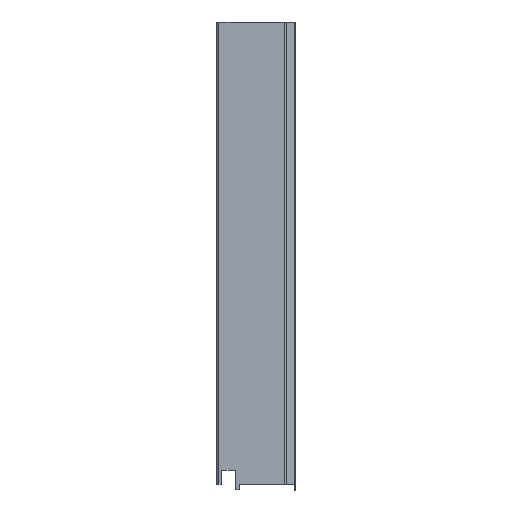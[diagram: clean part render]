
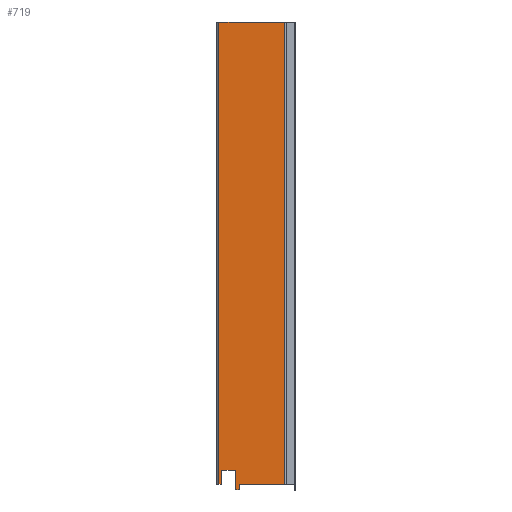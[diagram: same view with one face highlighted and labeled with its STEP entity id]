
A CAD part, top view. The second image highlights one B-rep face of the part: STEP entity #719.
In plain terms, the highlighted planar face has unit normal (0, 0, 1).
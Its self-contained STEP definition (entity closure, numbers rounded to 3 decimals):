
#4 = LINE ( 'NONE', #1409, #2160 ) ;
#47 = CARTESIAN_POINT ( 'NONE',  ( -55.4, -335., 53.97 ) ) ;
#84 = ORIENTED_EDGE ( 'NONE', *, *, #217, .T. ) ;
#108 = EDGE_CURVE ( 'NONE', #274, #2446, #455, .T. ) ;
#196 = CARTESIAN_POINT ( 'NONE',  ( -43.4, -338., 53.97 ) ) ;
#217 = EDGE_CURVE ( 'NONE', #1172, #2639, #2080, .T. ) ;
#241 = ORIENTED_EDGE ( 'NONE', *, *, #1667, .F. ) ;
#262 = VERTEX_POINT ( 'NONE', #983 ) ;
#274 = VERTEX_POINT ( 'NONE', #1455 ) ;
#327 = VECTOR ( 'NONE', #1074, 1000. ) ;
#355 = LINE ( 'NONE', #1777, #2530 ) ;
#359 = DIRECTION ( 'NONE',  ( 1., 0., 0. ) ) ;
#394 = AXIS2_PLACEMENT_3D ( 'NONE', #1611, #2035, #770 ) ;
#406 = ORIENTED_EDGE ( 'NONE', *, *, #456, .F. ) ;
#428 = VERTEX_POINT ( 'NONE', #2357 ) ;
#450 = EDGE_CURVE ( 'NONE', #1172, #428, #2461, .T. ) ;
#455 = LINE ( 'NONE', #2601, #954 ) ;
#456 = EDGE_CURVE ( 'NONE', #262, #854, #1969, .T. ) ;
#458 = CARTESIAN_POINT ( 'NONE',  ( -55.4, 0., 53.97 ) ) ;
#477 = ORIENTED_EDGE ( 'NONE', *, *, #2050, .T. ) ;
#504 = EDGE_CURVE ( 'NONE', #1057, #1259, #1702, .T. ) ;
#534 = CIRCLE ( 'NONE', #998, 1. ) ;
#549 = PLANE ( 'NONE',  #394 ) ;
#617 = CARTESIAN_POINT ( 'NONE',  ( -7.663, -335., 53.97 ) ) ;
#665 = DIRECTION ( 'NONE',  ( 0., -1., 0. ) ) ;
#685 = CARTESIAN_POINT ( 'NONE',  ( -55.4, -335., 53.97 ) ) ;
#698 = LINE ( 'NONE', #951, #2247 ) ;
#719 = ADVANCED_FACE ( 'NONE', ( #2290 ), #549, .F. ) ;
#725 = DIRECTION ( 'NONE',  ( -1., 0., 0. ) ) ;
#770 = DIRECTION ( 'NONE',  ( -1., 0., 0. ) ) ;
#776 = DIRECTION ( 'NONE',  ( 0., 0., 1. ) ) ;
#779 = DIRECTION ( 'NONE',  ( -1., 0., 0. ) ) ;
#792 = ORIENTED_EDGE ( 'NONE', *, *, #504, .F. ) ;
#796 = ORIENTED_EDGE ( 'NONE', *, *, #450, .F. ) ;
#807 = ORIENTED_EDGE ( 'NONE', *, *, #108, .T. ) ;
#854 = VERTEX_POINT ( 'NONE', #2074 ) ;
#876 = CARTESIAN_POINT ( 'NONE',  ( -42.4, -339., 53.97 ) ) ;
#895 = ORIENTED_EDGE ( 'NONE', *, *, #1413, .F. ) ;
#907 = DIRECTION ( 'NONE',  ( 0., 0., 1. ) ) ;
#926 = CARTESIAN_POINT ( 'NONE',  ( -41.4, -339., 53.97 ) ) ;
#951 = CARTESIAN_POINT ( 'NONE',  ( -7.249, -335., 53.97 ) ) ;
#954 = VECTOR ( 'NONE', #2258, 1000. ) ;
#983 = CARTESIAN_POINT ( 'NONE',  ( -53.4, -324.8, 53.97 ) ) ;
#998 = AXIS2_PLACEMENT_3D ( 'NONE', #2157, #907, #2379 ) ;
#1057 = VERTEX_POINT ( 'NONE', #47 ) ;
#1074 = DIRECTION ( 'NONE',  ( 1., 0., 0. ) ) ;
#1103 = CARTESIAN_POINT ( 'NONE',  ( -43.4, -324.8, 53.97 ) ) ;
#1140 = VECTOR ( 'NONE', #1756, 1000. ) ;
#1155 = CARTESIAN_POINT ( 'NONE',  ( -7.249, 0., 53.97 ) ) ;
#1172 = VERTEX_POINT ( 'NONE', #196 ) ;
#1203 = CARTESIAN_POINT ( 'NONE',  ( -42.4, -339., 53.97 ) ) ;
#1259 = VERTEX_POINT ( 'NONE', #458 ) ;
#1265 = DIRECTION ( 'NONE',  ( 0., -1., 0. ) ) ;
#1291 = EDGE_CURVE ( 'NONE', #1325, #274, #534, .T. ) ;
#1325 = VERTEX_POINT ( 'NONE', #926 ) ;
#1409 = CARTESIAN_POINT ( 'NONE',  ( -43.4, -324.8, 53.97 ) ) ;
#1413 = EDGE_CURVE ( 'NONE', #854, #1057, #698, .T. ) ;
#1451 = LINE ( 'NONE', #876, #327 ) ;
#1455 = CARTESIAN_POINT ( 'NONE',  ( -40.4, -338., 53.97 ) ) ;
#1469 = VECTOR ( 'NONE', #1265, 1000. ) ;
#1517 = AXIS2_PLACEMENT_3D ( 'NONE', #2638, #776, #359 ) ;
#1611 = CARTESIAN_POINT ( 'NONE',  ( -7.249, -335., 53.97 ) ) ;
#1667 = EDGE_CURVE ( 'NONE', #2373, #1975, #2581, .T. ) ;
#1702 = LINE ( 'NONE', #685, #1140 ) ;
#1756 = DIRECTION ( 'NONE',  ( 0., 1., 0. ) ) ;
#1777 = CARTESIAN_POINT ( 'NONE',  ( -7.249, -335., 53.97 ) ) ;
#1779 = EDGE_CURVE ( 'NONE', #428, #262, #4, .T. ) ;
#1888 = ORIENTED_EDGE ( 'NONE', *, *, #1291, .T. ) ;
#1901 = ORIENTED_EDGE ( 'NONE', *, *, #2534, .T. ) ;
#1906 = VECTOR ( 'NONE', #2572, 1000. ) ;
#1969 = LINE ( 'NONE', #2143, #2396 ) ;
#1975 = VERTEX_POINT ( 'NONE', #2106 ) ;
#2010 = CARTESIAN_POINT ( 'NONE',  ( -7.663, 0., 53.97 ) ) ;
#2035 = DIRECTION ( 'NONE',  ( 0., 0., -1. ) ) ;
#2050 = EDGE_CURVE ( 'NONE', #2639, #1325, #1451, .T. ) ;
#2073 = LINE ( 'NONE', #1155, #2559 ) ;
#2074 = CARTESIAN_POINT ( 'NONE',  ( -53.4, -335., 53.97 ) ) ;
#2080 = CIRCLE ( 'NONE', #1517, 1. ) ;
#2106 = CARTESIAN_POINT ( 'NONE',  ( -7.663, -335., 53.97 ) ) ;
#2132 = CARTESIAN_POINT ( 'NONE',  ( -40.4, -335., 53.97 ) ) ;
#2143 = CARTESIAN_POINT ( 'NONE',  ( -53.4, -324.8, 53.97 ) ) ;
#2157 = CARTESIAN_POINT ( 'NONE',  ( -41.4, -338., 53.97 ) ) ;
#2159 = ORIENTED_EDGE ( 'NONE', *, *, #1779, .F. ) ;
#2160 = VECTOR ( 'NONE', #779, 1000. ) ;
#2247 = VECTOR ( 'NONE', #2632, 1000. ) ;
#2258 = DIRECTION ( 'NONE',  ( 0., 1., 0. ) ) ;
#2263 = ORIENTED_EDGE ( 'NONE', *, *, #2294, .F. ) ;
#2290 = FACE_OUTER_BOUND ( 'NONE', #2436, .T. ) ;
#2294 = EDGE_CURVE ( 'NONE', #1975, #2446, #355, .T. ) ;
#2357 = CARTESIAN_POINT ( 'NONE',  ( -43.4, -324.8, 53.97 ) ) ;
#2373 = VERTEX_POINT ( 'NONE', #2010 ) ;
#2379 = DIRECTION ( 'NONE',  ( 1., 0., 0. ) ) ;
#2396 = VECTOR ( 'NONE', #665, 1000. ) ;
#2416 = DIRECTION ( 'NONE',  ( -1., 0., 0. ) ) ;
#2436 = EDGE_LOOP ( 'NONE', ( #2159, #796, #84, #477, #1888, #807, #2263, #241, #1901, #792, #895, #406 ) ) ;
#2446 = VERTEX_POINT ( 'NONE', #2132 ) ;
#2461 = LINE ( 'NONE', #1103, #1906 ) ;
#2530 = VECTOR ( 'NONE', #725, 1000. ) ;
#2534 = EDGE_CURVE ( 'NONE', #2373, #1259, #2073, .T. ) ;
#2559 = VECTOR ( 'NONE', #2416, 1000. ) ;
#2572 = DIRECTION ( 'NONE',  ( 0., 1., 0. ) ) ;
#2581 = LINE ( 'NONE', #617, #1469 ) ;
#2601 = CARTESIAN_POINT ( 'NONE',  ( -40.4, -335., 53.97 ) ) ;
#2632 = DIRECTION ( 'NONE',  ( -1., 0., 0. ) ) ;
#2638 = CARTESIAN_POINT ( 'NONE',  ( -42.4, -338., 53.97 ) ) ;
#2639 = VERTEX_POINT ( 'NONE', #1203 ) ;
